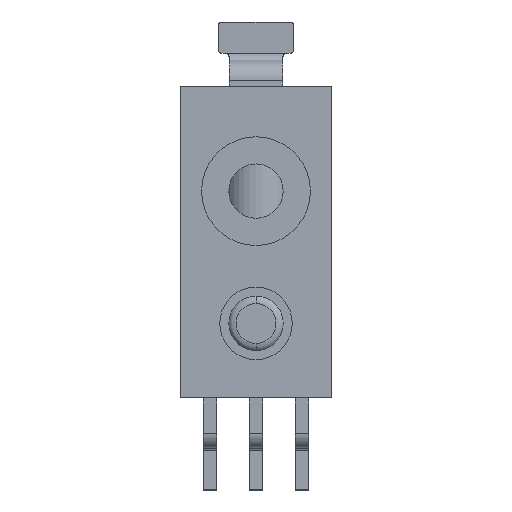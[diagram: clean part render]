
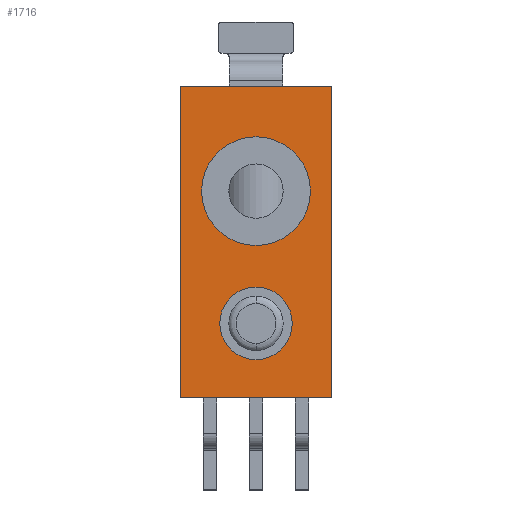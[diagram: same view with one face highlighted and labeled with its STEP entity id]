
A CAD part, top view. The second image highlights one B-rep face of the part: STEP entity #1716.
In plain terms, the highlighted planar face has unit normal (0, 0, 1).
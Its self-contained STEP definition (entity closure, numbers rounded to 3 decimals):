
#68 = VERTEX_POINT('',#69);
#69 = CARTESIAN_POINT('',(0.,3.086,3.28));
#75 = EDGE_CURVE('',#76,#68,#78,.T.);
#76 = VERTEX_POINT('',#77);
#77 = CARTESIAN_POINT('',(0.,5.086,
    3.28));
#78 = CIRCLE('',#79,1.);
#79 = AXIS2_PLACEMENT_3D('',#80,#81,#82);
#80 = CARTESIAN_POINT('',(0.,4.086,3.28));
#81 = DIRECTION('',(0.,0.,1.));
#82 = DIRECTION('',(0.,-1.,0.));
#152 = VERTEX_POINT('',#153);
#153 = CARTESIAN_POINT('',(0.,6.235,3.28));
#159 = EDGE_CURVE('',#160,#152,#162,.T.);
#160 = VERTEX_POINT('',#161);
#161 = CARTESIAN_POINT('',(0.,9.235,
    3.28));
#162 = CIRCLE('',#163,1.5);
#163 = AXIS2_PLACEMENT_3D('',#164,#165,#166);
#164 = CARTESIAN_POINT('',(0.,7.735,3.28));
#165 = DIRECTION('',(0.,0.,1.));
#166 = DIRECTION('',(0.,-1.,0.));
#554 = VERTEX_POINT('',#555);
#555 = CARTESIAN_POINT('',(-2.085,10.625,3.28));
#572 = VERTEX_POINT('',#573);
#573 = CARTESIAN_POINT('',(-2.085,2.035,3.28));
#579 = EDGE_CURVE('',#554,#572,#580,.T.);
#580 = LINE('',#581,#582);
#581 = CARTESIAN_POINT('',(-2.085,2.035,3.28));
#582 = VECTOR('',#583,1.);
#583 = DIRECTION('',(0.,-1.,0.));
#602 = EDGE_CURVE('',#603,#554,#605,.T.);
#603 = VERTEX_POINT('',#604);
#604 = CARTESIAN_POINT('',(2.085,10.625,3.28));
#605 = LINE('',#606,#607);
#606 = CARTESIAN_POINT('',(2.085,10.625,3.28));
#607 = VECTOR('',#608,1.);
#608 = DIRECTION('',(-1.,0.,0.));
#1244 = EDGE_CURVE('',#1245,#603,#1247,.T.);
#1245 = VERTEX_POINT('',#1246);
#1246 = CARTESIAN_POINT('',(2.085,2.035,3.28));
#1247 = LINE('',#1248,#1249);
#1248 = CARTESIAN_POINT('',(2.085,2.035,3.28));
#1249 = VECTOR('',#1250,1.);
#1250 = DIRECTION('',(0.,1.,0.));
#1344 = EDGE_CURVE('',#572,#1245,#1345,.T.);
#1345 = LINE('',#1346,#1347);
#1346 = CARTESIAN_POINT('',(2.085,2.035,3.28));
#1347 = VECTOR('',#1348,1.);
#1348 = DIRECTION('',(1.,0.,0.));
#1716 = ADVANCED_FACE('',(#1717,#1727,#1737),#1743,.T.);
#1717 = FACE_BOUND('',#1718,.T.);
#1718 = EDGE_LOOP('',(#1719,#1726));
#1719 = ORIENTED_EDGE('',*,*,#1720,.F.);
#1720 = EDGE_CURVE('',#68,#76,#1721,.T.);
#1721 = CIRCLE('',#1722,1.);
#1722 = AXIS2_PLACEMENT_3D('',#1723,#1724,#1725);
#1723 = CARTESIAN_POINT('',(0.,4.086,3.28));
#1724 = DIRECTION('',(0.,0.,1.));
#1725 = DIRECTION('',(0.,-1.,0.));
#1726 = ORIENTED_EDGE('',*,*,#75,.F.);
#1727 = FACE_BOUND('',#1728,.T.);
#1728 = EDGE_LOOP('',(#1729,#1736));
#1729 = ORIENTED_EDGE('',*,*,#1730,.F.);
#1730 = EDGE_CURVE('',#152,#160,#1731,.T.);
#1731 = CIRCLE('',#1732,1.5);
#1732 = AXIS2_PLACEMENT_3D('',#1733,#1734,#1735);
#1733 = CARTESIAN_POINT('',(0.,7.735,3.28));
#1734 = DIRECTION('',(0.,0.,1.));
#1735 = DIRECTION('',(0.,-1.,0.));
#1736 = ORIENTED_EDGE('',*,*,#159,.F.);
#1737 = FACE_BOUND('',#1738,.T.);
#1738 = EDGE_LOOP('',(#1739,#1740,#1741,#1742));
#1739 = ORIENTED_EDGE('',*,*,#579,.T.);
#1740 = ORIENTED_EDGE('',*,*,#1344,.T.);
#1741 = ORIENTED_EDGE('',*,*,#1244,.T.);
#1742 = ORIENTED_EDGE('',*,*,#602,.T.);
#1743 = PLANE('',#1744);
#1744 = AXIS2_PLACEMENT_3D('',#1745,#1746,#1747);
#1745 = CARTESIAN_POINT('',(-2.085,10.625,3.28));
#1746 = DIRECTION('',(0.,0.,1.));
#1747 = DIRECTION('',(0.,-1.,0.));
